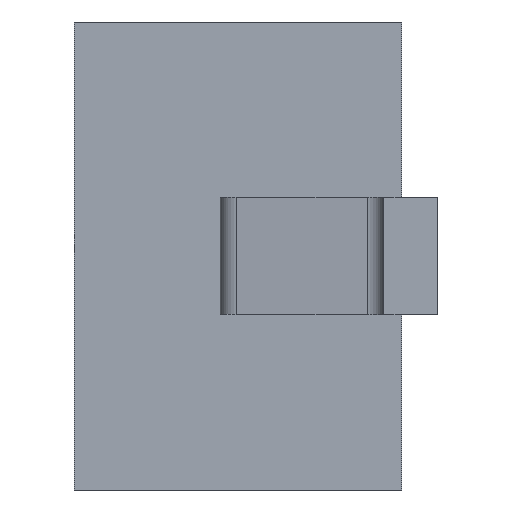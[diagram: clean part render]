
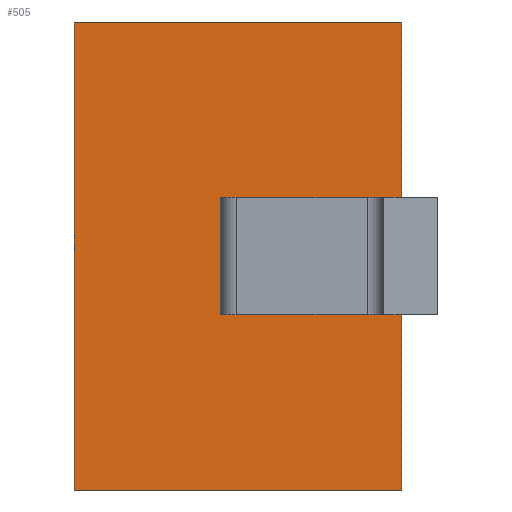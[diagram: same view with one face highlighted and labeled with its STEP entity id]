
A CAD part, left-side view. The second image highlights one B-rep face of the part: STEP entity #505.
In plain terms, the highlighted planar face has unit normal (-1, 0, 0).
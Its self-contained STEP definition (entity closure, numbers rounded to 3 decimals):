
#1=DIRECTION('',(0.,0.,1.));
#2=VECTOR('',#1,1.3);
#3=CARTESIAN_POINT('',(-0.875,-0.505,-0.65));
#4=LINE('',#3,#2);
#17=DIRECTION('',(0.,1.,0.));
#18=VECTOR('',#17,0.91);
#19=CARTESIAN_POINT('',(-0.875,-0.505,-0.65));
#20=LINE('',#19,#18);
#21=DIRECTION('',(0.,1.,0.));
#22=VECTOR('',#21,0.15);
#23=CARTESIAN_POINT('',(-0.875,-0.15,-0.163));
#24=LINE('',#23,#22);
#25=DIRECTION('',(0.,0.,1.));
#26=VECTOR('',#25,0.325);
#27=CARTESIAN_POINT('',(-0.875,-0.15,-0.163));
#28=LINE('',#27,#26);
#29=DIRECTION('',(0.,1.,0.));
#30=VECTOR('',#29,0.15);
#31=CARTESIAN_POINT('',(-0.875,-0.15,0.163));
#32=LINE('',#31,#30);
#33=DIRECTION('',(0.,0.,1.));
#34=VECTOR('',#33,0.325);
#35=CARTESIAN_POINT('',(-0.875,0.,-0.163));
#36=LINE('',#35,#34);
#61=DIRECTION('',(0.,1.,0.));
#62=VECTOR('',#61,0.91);
#63=CARTESIAN_POINT('',(-0.875,-0.505,0.65));
#64=LINE('',#63,#62);
#65=DIRECTION('',(0.,0.,1.));
#66=VECTOR('',#65,1.3);
#67=CARTESIAN_POINT('',(-0.875,0.405,-0.65));
#68=LINE('',#67,#66);
#353=CARTESIAN_POINT('',(-0.875,-0.505,-0.65));
#354=CARTESIAN_POINT('',(-0.875,-0.505,0.65));
#355=VERTEX_POINT('',#353);
#356=VERTEX_POINT('',#354);
#361=CARTESIAN_POINT('',(-0.875,0.405,-0.65));
#362=CARTESIAN_POINT('',(-0.875,0.405,0.65));
#363=VERTEX_POINT('',#361);
#364=VERTEX_POINT('',#362);
#385=CARTESIAN_POINT('',(-0.875,-0.15,-0.163));
#386=CARTESIAN_POINT('',(-0.875,0.,-0.163));
#387=VERTEX_POINT('',#385);
#388=VERTEX_POINT('',#386);
#389=CARTESIAN_POINT('',(-0.875,-0.15,0.163));
#390=CARTESIAN_POINT('',(-0.875,0.,0.163));
#391=VERTEX_POINT('',#389);
#392=VERTEX_POINT('',#390);
#481=CARTESIAN_POINT('',(-0.875,-0.505,-0.65));
#482=DIRECTION('',(-1.,0.,0.));
#483=DIRECTION('',(0.,0.,1.));
#484=AXIS2_PLACEMENT_3D('',#481,#482,#483);
#485=PLANE('',#484);
#486=ORIENTED_EDGE('',*,*,#470,.F.);
#488=ORIENTED_EDGE('',*,*,#487,.T.);
#490=ORIENTED_EDGE('',*,*,#489,.T.);
#492=ORIENTED_EDGE('',*,*,#491,.F.);
#493=EDGE_LOOP('',(#486,#488,#490,#492));
#494=FACE_OUTER_BOUND('',#493,.F.);
#496=ORIENTED_EDGE('',*,*,#495,.F.);
#498=ORIENTED_EDGE('',*,*,#497,.T.);
#500=ORIENTED_EDGE('',*,*,#499,.T.);
#502=ORIENTED_EDGE('',*,*,#501,.F.);
#503=EDGE_LOOP('',(#496,#498,#500,#502));
#504=FACE_BOUND('',#503,.F.);
#470=EDGE_CURVE('',#355,#356,#4,.T.);
#487=EDGE_CURVE('',#355,#363,#20,.T.);
#489=EDGE_CURVE('',#363,#364,#68,.T.);
#491=EDGE_CURVE('',#356,#364,#64,.T.);
#495=EDGE_CURVE('',#387,#388,#24,.T.);
#497=EDGE_CURVE('',#387,#391,#28,.T.);
#499=EDGE_CURVE('',#391,#392,#32,.T.);
#501=EDGE_CURVE('',#388,#392,#36,.T.);
#505=ADVANCED_FACE('',(#494,#504),#485,.T.);
